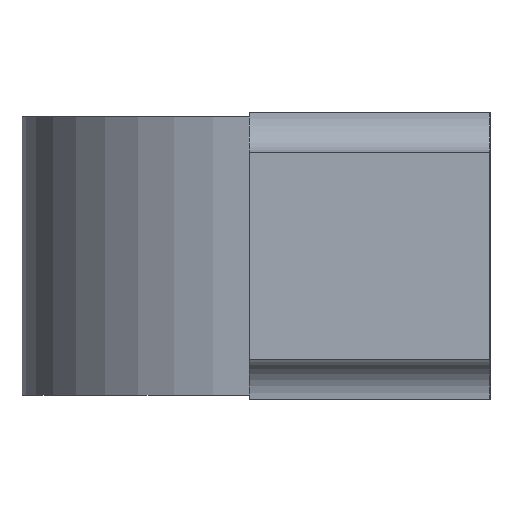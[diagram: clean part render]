
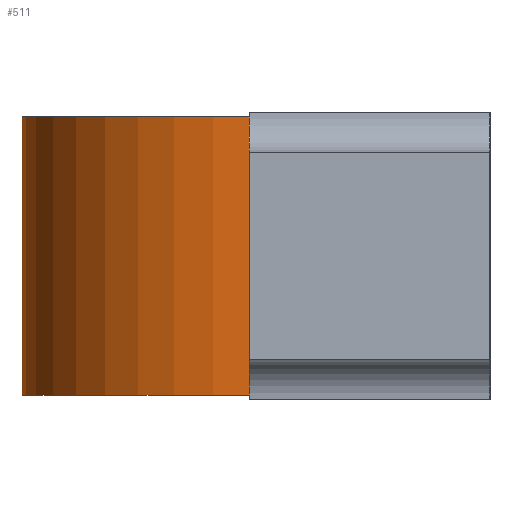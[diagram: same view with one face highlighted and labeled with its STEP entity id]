
A CAD part, left-side view. The second image highlights one B-rep face of the part: STEP entity #511.
In plain terms, the highlighted cylindrical face has radius 0.5 mm (diameter 1 mm), a partial arc.
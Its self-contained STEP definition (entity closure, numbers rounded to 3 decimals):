
#147 = VECTOR ( 'NONE', #4897, 1000. ) ;
#511 = ADVANCED_FACE ( 'NONE', ( #4299 ), #15436, .T. ) ;
#950 = CARTESIAN_POINT ( 'NONE',  ( -0.35, 1., 0. ) ) ;
#3498 = DIRECTION ( 'NONE',  ( 0., 0., 1. ) ) ;
#3575 = CARTESIAN_POINT ( 'NONE',  ( -0.35, 0.5, 0. ) ) ;
#3632 = VERTEX_POINT ( 'NONE', #11815 ) ;
#3702 = ORIENTED_EDGE ( 'NONE', *, *, #15504, .F. ) ;
#4299 = FACE_OUTER_BOUND ( 'NONE', #7979, .T. ) ;
#4540 = LINE ( 'NONE', #950, #4887 ) ;
#4887 = VECTOR ( 'NONE', #9475, 1000. ) ;
#4897 = DIRECTION ( 'NONE',  ( 0., 0., 1. ) ) ;
#4988 = DIRECTION ( 'NONE',  ( 0., 1., 0. ) ) ;
#5627 = CARTESIAN_POINT ( 'NONE',  ( -0.35, 0.5, -0.3 ) ) ;
#6778 = CARTESIAN_POINT ( 'NONE',  ( -0.85, 0.5, -0.3 ) ) ;
#6793 = VERTEX_POINT ( 'NONE', #6778 ) ;
#7352 = CARTESIAN_POINT ( 'NONE',  ( -0.35, 0.5, 0.3 ) ) ;
#7979 = EDGE_LOOP ( 'NONE', ( #8173, #11051, #3702, #15462 ) ) ;
#8129 = DIRECTION ( 'NONE',  ( 0., 0., -1. ) ) ;
#8173 = ORIENTED_EDGE ( 'NONE', *, *, #9395, .F. ) ;
#8243 = DIRECTION ( 'NONE',  ( 0., 0., 1. ) ) ;
#9395 = EDGE_CURVE ( 'NONE', #6793, #9613, #14595, .T. ) ;
#9475 = DIRECTION ( 'NONE',  ( 0., 0., 1. ) ) ;
#9613 = VERTEX_POINT ( 'NONE', #13360 ) ;
#10262 = AXIS2_PLACEMENT_3D ( 'NONE', #3575, #8243, #15851 ) ;
#10484 = AXIS2_PLACEMENT_3D ( 'NONE', #5627, #8129, #13071 ) ;
#11051 = ORIENTED_EDGE ( 'NONE', *, *, #12964, .T. ) ;
#11135 = EDGE_CURVE ( 'NONE', #9613, #11264, #4540, .T. ) ;
#11168 = CARTESIAN_POINT ( 'NONE',  ( -0.35, 1., 0.3 ) ) ;
#11264 = VERTEX_POINT ( 'NONE', #11168 ) ;
#11815 = CARTESIAN_POINT ( 'NONE',  ( -0.85, 0.5, 0.3 ) ) ;
#12964 = EDGE_CURVE ( 'NONE', #6793, #3632, #15832, .T. ) ;
#13071 = DIRECTION ( 'NONE',  ( 0., -1., 0. ) ) ;
#13360 = CARTESIAN_POINT ( 'NONE',  ( -0.35, 1., -0.3 ) ) ;
#13520 = CIRCLE ( 'NONE', #14282, 0.5 ) ;
#13773 = CARTESIAN_POINT ( 'NONE',  ( -0.85, 0.5, 0.3 ) ) ;
#14282 = AXIS2_PLACEMENT_3D ( 'NONE', #7352, #3498, #4988 ) ;
#14595 = CIRCLE ( 'NONE', #10484, 0.5 ) ;
#15436 = CYLINDRICAL_SURFACE ( 'NONE', #10262, 0.5 ) ;
#15462 = ORIENTED_EDGE ( 'NONE', *, *, #11135, .F. ) ;
#15504 = EDGE_CURVE ( 'NONE', #11264, #3632, #13520, .T. ) ;
#15832 = LINE ( 'NONE', #13773, #147 ) ;
#15851 = DIRECTION ( 'NONE',  ( 1., 0., 0. ) ) ;
